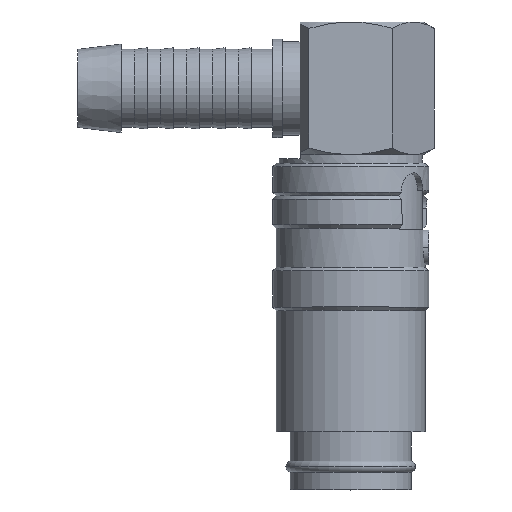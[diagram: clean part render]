
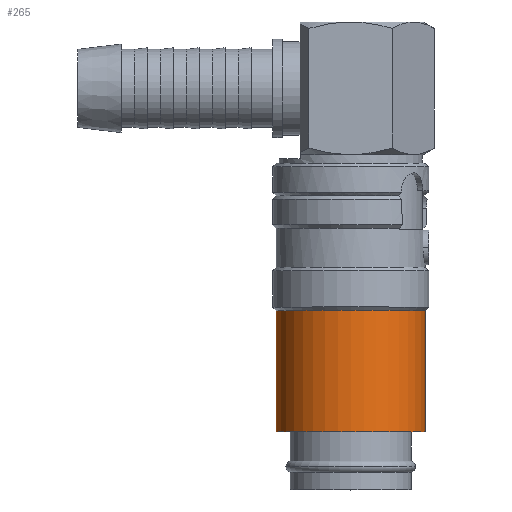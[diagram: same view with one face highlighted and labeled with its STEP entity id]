
A CAD part, top view. The second image highlights one B-rep face of the part: STEP entity #265.
In plain terms, the highlighted cylindrical face has radius 8.6 mm (diameter 17.2 mm), a partial arc.
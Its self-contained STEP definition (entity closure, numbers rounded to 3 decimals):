
#265=ADVANCED_FACE('',(#588),#589,.T.);
#588=FACE_OUTER_BOUND('',#966,.T.);
#589=CYLINDRICAL_SURFACE('',#967,8.6);
#966=EDGE_LOOP('',(#1666,#1667,#1668,#1669));
#967=AXIS2_PLACEMENT_3D('',#1670,#1671,#1672);
#1666=ORIENTED_EDGE('',*,*,#2441,.T.);
#1667=ORIENTED_EDGE('',*,*,#2285,.F.);
#1668=ORIENTED_EDGE('',*,*,#2442,.T.);
#1669=ORIENTED_EDGE('',*,*,#2375,.T.);
#1670=CARTESIAN_POINT('',(0.0,13.7,0.0));
#1671=DIRECTION('',(-0.0,1.0,0.0));
#1672=DIRECTION('',(1.0,0.0,0.0));
#2285=EDGE_CURVE('',#2755,#2752,#2757,.T.);
#2375=EDGE_CURVE('',#2898,#2897,#2900,.T.);
#2441=EDGE_CURVE('',#2897,#2752,#2987,.T.);
#2442=EDGE_CURVE('',#2755,#2898,#2988,.T.);
#2752=VERTEX_POINT('',#3738);
#2755=VERTEX_POINT('',#3742);
#2757=CIRCLE('',#3745,8.6);
#2897=VERTEX_POINT('',#4094);
#2898=VERTEX_POINT('',#4095);
#2900=CIRCLE('',#4097,8.6);
#2987=LINE('',#4297,#4298);
#2988=LINE('',#4299,#4300);
#3738=CARTESIAN_POINT('',(8.6,20.7,0.0));
#3742=CARTESIAN_POINT('',(-8.6,20.7,0.));
#3745=AXIS2_PLACEMENT_3D('',#4763,#4764,#4765);
#4094=CARTESIAN_POINT('',(8.6,6.7,0.0));
#4095=CARTESIAN_POINT('',(-8.6,6.7,0.));
#4097=AXIS2_PLACEMENT_3D('',#4876,#4877,#4878);
#4297=CARTESIAN_POINT('',(8.6,13.7,0.));
#4298=VECTOR('',#4973,1.0);
#4299=CARTESIAN_POINT('',(-8.6,13.7,0.));
#4300=VECTOR('',#4974,1.0);
#4763=CARTESIAN_POINT('',(0.0,20.7,0.0));
#4764=DIRECTION('',(-0.0,1.0,0.0));
#4765=DIRECTION('',(1.0,0.0,0.0));
#4876=CARTESIAN_POINT('',(0.0,6.7,0.0));
#4877=DIRECTION('',(-0.0,1.0,0.0));
#4878=DIRECTION('',(1.0,0.0,0.0));
#4973=DIRECTION('',(0.0,1.0,0.0));
#4974=DIRECTION('',(-0.0,-1.0,-0.0));
